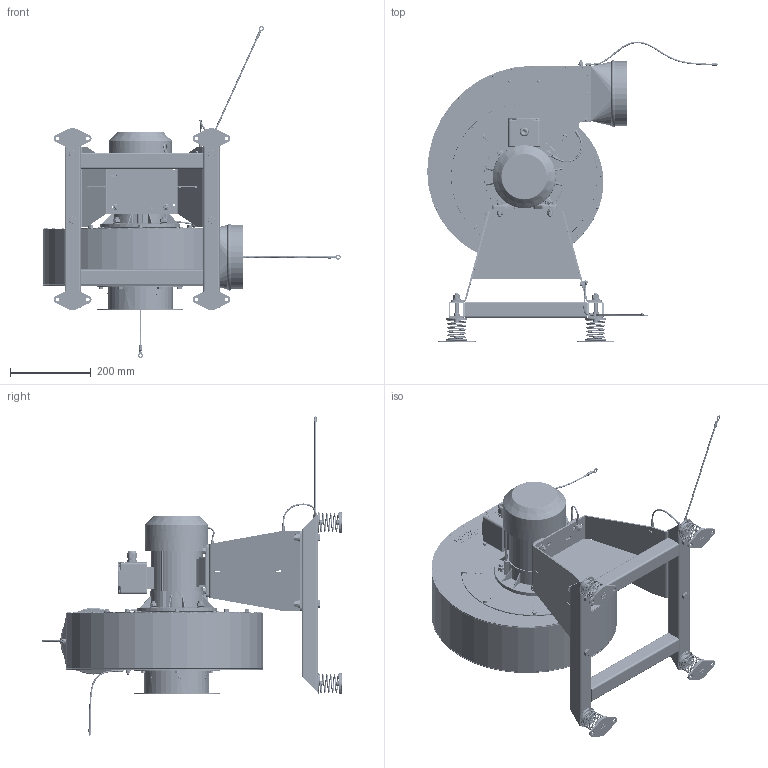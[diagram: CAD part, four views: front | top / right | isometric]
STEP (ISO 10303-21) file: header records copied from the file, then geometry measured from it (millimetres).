
FILE_DESCRIPTION(/* description */ ('888W21 WPA-6-S-N/Ex','CAx-IF Rec.Pracs.---Representation and Presentation of Product Manufacturing Information (PMI)---4.0---2014-10-13'),/* implementation_level */ '2;1');
FILE_NAME(/* name */ '888W21 WPA-6-S-N_Ex.stp',/* time_stamp */ '2022-05-10T07:50:39+02:00',/* author */ ('b.kitowicz'),/* organization */ ('KLIMAWENT S.A.'),/* preprocessor_version */ 'ST-DEVELOPER v18.1',/* originating_system */ 'Autodesk Inventor 2021',/* authorisation */ '');
FILE_SCHEMA (('AP242_MANAGED_MODEL_BASED_3D_ENGINEERING_MIM_LF { 1 0 10303 442 1 1 4 }'));
Products named in the file (1): ~~
Bounding box: 739 x 747.3 x 824.6 mm (x, y, z)
Volume: 5927909.8 mm3; surface area: 2541156 mm2
Topology: 37 solids, 37 shells, 8394 faces, 21259 edges, 13677 vertices
Faces by surface type: plane 4222, cylinder 2136, bspline 1357, cone 330, torus 328, sphere 21
Full cylindrical faces by diameter (mm): 3 x24, 3.2 x89, 3.3 x6, 3.4 x1, 3.5 x76, 4 x19, 4.3 x8, 4.5 x12, 4.8 x3, 4.917 x1, 5.5 x12, 6 x48, 6.1 x4, 6.4 x4, 6.5 x106, 6.65 x4, 7 x22, 7.917 x8, 8 x32, 8.2 x2, 8.4 x9, 8.5 x3, 8.88 x15, 9 x14, 10 x20, 10.5 x5, 11 x12, 11.63 x8, 12 x4, 12.5 x1
Entity records: 286350 total; most frequent: CARTESIAN_POINT 80351, ORIENTED_EDGE 42470, DIRECTION 38546, EDGE_CURVE 21235, VERTEX_POINT 13677, AXIS2_PLACEMENT_3D 13553, LINE 11440, VECTOR 11440
